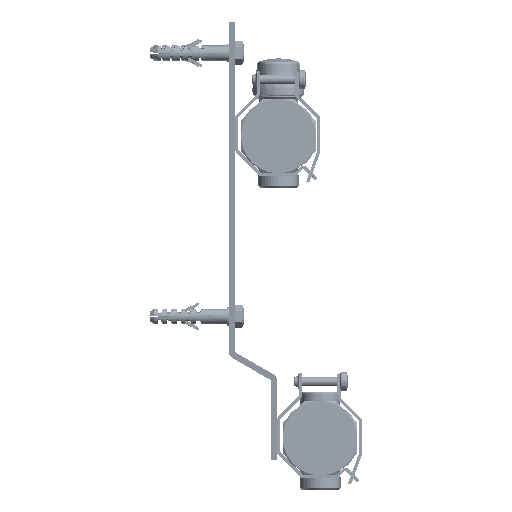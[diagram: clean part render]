
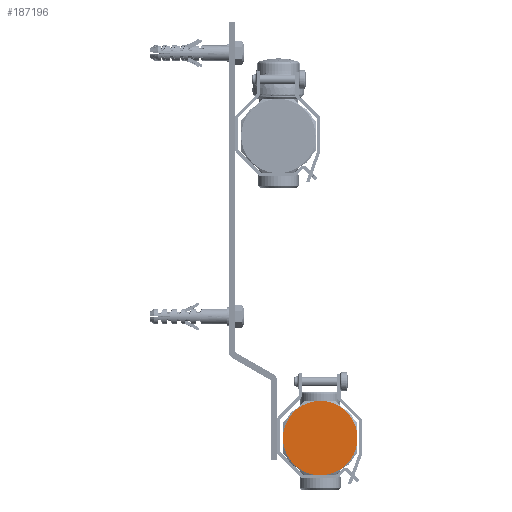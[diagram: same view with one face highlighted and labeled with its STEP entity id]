
A CAD part, front view. The second image highlights one B-rep face of the part: STEP entity #187196.
In plain terms, the highlighted planar face has unit normal (0, -1, 0).
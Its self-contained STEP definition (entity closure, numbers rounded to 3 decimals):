
#187109=CARTESIAN_POINT('Axis2P3D Location',(27.,164.74,-76.714)) ;
#187114=CARTESIAN_POINT('Axis2P3D Location',(27.,164.74,-52.714)) ;
#187118=CARTESIAN_POINT('Vertex',(27.,164.74,-28.714)) ;
#187120=CARTESIAN_POINT('Vertex',(15.494,164.74,-31.652)) ;
#187123=CARTESIAN_POINT('Axis2P3D Location',(27.,164.74,-52.714)) ;
#187127=CARTESIAN_POINT('Vertex',(10.029,164.74,-35.744)) ;
#187130=CARTESIAN_POINT('Axis2P3D Location',(27.,164.74,-52.714)) ;
#187134=CARTESIAN_POINT('Vertex',(3.,164.74,-52.714)) ;
#187137=CARTESIAN_POINT('Axis2P3D Location',(27.,164.74,-52.714)) ;
#187141=CARTESIAN_POINT('Vertex',(10.029,164.74,-69.685)) ;
#187144=CARTESIAN_POINT('Axis2P3D Location',(27.,164.74,-52.714)) ;
#187148=CARTESIAN_POINT('Vertex',(27.,164.74,-76.714)) ;
#187151=CARTESIAN_POINT('Axis2P3D Location',(27.,164.74,-52.714)) ;
#187155=CARTESIAN_POINT('Vertex',(38.506,164.74,-73.776)) ;
#187158=CARTESIAN_POINT('Axis2P3D Location',(27.,164.74,-52.714)) ;
#187162=CARTESIAN_POINT('Vertex',(43.971,164.74,-69.685)) ;
#187165=CARTESIAN_POINT('Axis2P3D Location',(27.,164.74,-52.714)) ;
#187169=CARTESIAN_POINT('Vertex',(51.,164.74,-52.714)) ;
#187172=CARTESIAN_POINT('Axis2P3D Location',(27.,164.74,-52.714)) ;
#187176=CARTESIAN_POINT('Vertex',(43.971,164.74,-35.744)) ;
#187179=CARTESIAN_POINT('Axis2P3D Location',(27.,164.74,-52.714)) ;
#187110=DIRECTION('Axis2P3D Direction',(0.,-1.,0.)) ;
#187111=DIRECTION('Axis2P3D XDirection',(1.,0.,0.)) ;
#187115=DIRECTION('Axis2P3D Direction',(0.,-1.,0.)) ;
#187124=DIRECTION('Axis2P3D Direction',(0.,-1.,0.)) ;
#187131=DIRECTION('Axis2P3D Direction',(0.,-1.,0.)) ;
#187138=DIRECTION('Axis2P3D Direction',(0.,-1.,0.)) ;
#187145=DIRECTION('Axis2P3D Direction',(0.,-1.,0.)) ;
#187152=DIRECTION('Axis2P3D Direction',(0.,-1.,0.)) ;
#187159=DIRECTION('Axis2P3D Direction',(0.,-1.,0.)) ;
#187166=DIRECTION('Axis2P3D Direction',(0.,-1.,0.)) ;
#187173=DIRECTION('Axis2P3D Direction',(0.,-1.,0.)) ;
#187180=DIRECTION('Axis2P3D Direction',(0.,-1.,0.)) ;
#187112=AXIS2_PLACEMENT_3D('Plane Axis2P3D',#187109,#187110,#187111) ;
#187116=AXIS2_PLACEMENT_3D('Circle Axis2P3D',#187114,#187115,$) ;
#187125=AXIS2_PLACEMENT_3D('Circle Axis2P3D',#187123,#187124,$) ;
#187132=AXIS2_PLACEMENT_3D('Circle Axis2P3D',#187130,#187131,$) ;
#187139=AXIS2_PLACEMENT_3D('Circle Axis2P3D',#187137,#187138,$) ;
#187146=AXIS2_PLACEMENT_3D('Circle Axis2P3D',#187144,#187145,$) ;
#187153=AXIS2_PLACEMENT_3D('Circle Axis2P3D',#187151,#187152,$) ;
#187160=AXIS2_PLACEMENT_3D('Circle Axis2P3D',#187158,#187159,$) ;
#187167=AXIS2_PLACEMENT_3D('Circle Axis2P3D',#187165,#187166,$) ;
#187174=AXIS2_PLACEMENT_3D('Circle Axis2P3D',#187172,#187173,$) ;
#187181=AXIS2_PLACEMENT_3D('Circle Axis2P3D',#187179,#187180,$) ;
#187117=CIRCLE('generated circle',#187116,24.) ;
#187126=CIRCLE('generated circle',#187125,24.) ;
#187133=CIRCLE('generated circle',#187132,24.) ;
#187140=CIRCLE('generated circle',#187139,24.) ;
#187147=CIRCLE('generated circle',#187146,24.) ;
#187154=CIRCLE('generated circle',#187153,24.) ;
#187161=CIRCLE('generated circle',#187160,24.) ;
#187168=CIRCLE('generated circle',#187167,24.) ;
#187175=CIRCLE('generated circle',#187174,24.) ;
#187182=CIRCLE('generated circle',#187181,24.) ;
#187113=PLANE('',#187112) ;
#187122=EDGE_CURVE('',#187119,#187121,#187117,.T.) ;
#187129=EDGE_CURVE('',#187121,#187128,#187126,.T.) ;
#187136=EDGE_CURVE('',#187128,#187135,#187133,.T.) ;
#187143=EDGE_CURVE('',#187135,#187142,#187140,.T.) ;
#187150=EDGE_CURVE('',#187142,#187149,#187147,.T.) ;
#187157=EDGE_CURVE('',#187149,#187156,#187154,.T.) ;
#187164=EDGE_CURVE('',#187156,#187163,#187161,.T.) ;
#187171=EDGE_CURVE('',#187163,#187170,#187168,.T.) ;
#187178=EDGE_CURVE('',#187170,#187177,#187175,.T.) ;
#187183=EDGE_CURVE('',#187177,#187119,#187182,.T.) ;
#187185=ORIENTED_EDGE('',*,*,#187122,.T.) ;
#187186=ORIENTED_EDGE('',*,*,#187129,.T.) ;
#187187=ORIENTED_EDGE('',*,*,#187136,.T.) ;
#187188=ORIENTED_EDGE('',*,*,#187143,.T.) ;
#187189=ORIENTED_EDGE('',*,*,#187150,.T.) ;
#187190=ORIENTED_EDGE('',*,*,#187157,.T.) ;
#187191=ORIENTED_EDGE('',*,*,#187164,.T.) ;
#187192=ORIENTED_EDGE('',*,*,#187171,.T.) ;
#187193=ORIENTED_EDGE('',*,*,#187178,.T.) ;
#187194=ORIENTED_EDGE('',*,*,#187183,.T.) ;
#187184=EDGE_LOOP('',(#187185,#187186,#187187,#187188,#187189,#187190,#187191,#187192,#187193,#187194)) ;
#187119=VERTEX_POINT('',#187118) ;
#187121=VERTEX_POINT('',#187120) ;
#187128=VERTEX_POINT('',#187127) ;
#187135=VERTEX_POINT('',#187134) ;
#187142=VERTEX_POINT('',#187141) ;
#187149=VERTEX_POINT('',#187148) ;
#187156=VERTEX_POINT('',#187155) ;
#187163=VERTEX_POINT('',#187162) ;
#187170=VERTEX_POINT('',#187169) ;
#187177=VERTEX_POINT('',#187176) ;
#187196=ADVANCED_FACE('PartBody',(#187195),#187113,.T.) ;
#187195=FACE_OUTER_BOUND('',#187184,.T.) ;
